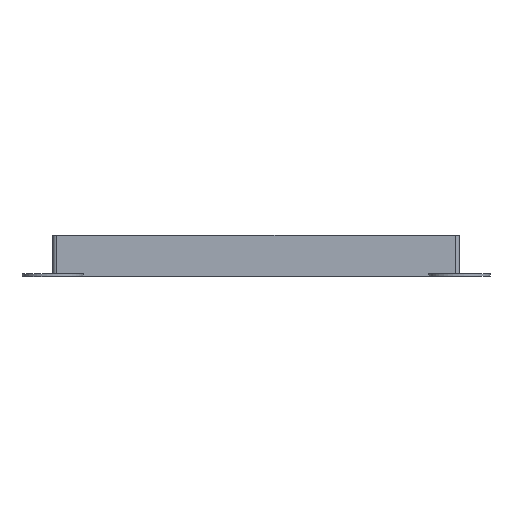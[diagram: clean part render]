
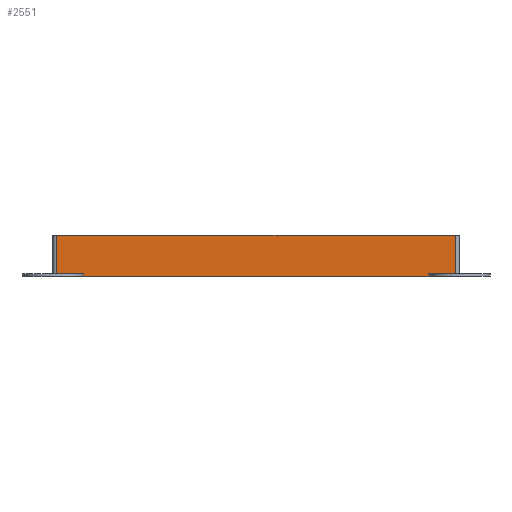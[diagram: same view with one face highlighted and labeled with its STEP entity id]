
A CAD part, top view. The second image highlights one B-rep face of the part: STEP entity #2551.
In plain terms, the highlighted planar face has unit normal (0, 0, 1).
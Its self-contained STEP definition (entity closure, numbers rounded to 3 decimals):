
#55=PLANE('',#2688);
#163=FACE_OUTER_BOUND('',#284,.T.);
#284=EDGE_LOOP('',(#1790,#1791,#1792,#1793,#1794,#1795,#1796,#1797));
#444=LINE('',#3497,#786);
#446=LINE('',#3503,#788);
#447=LINE('',#3505,#789);
#448=LINE('',#3507,#790);
#449=LINE('',#3509,#791);
#450=LINE('',#3511,#792);
#451=LINE('',#3513,#793);
#452=LINE('',#3514,#794);
#786=VECTOR('',#2845,10.);
#788=VECTOR('',#2851,10.);
#789=VECTOR('',#2852,10.);
#790=VECTOR('',#2853,10.);
#791=VECTOR('',#2854,10.);
#792=VECTOR('',#2855,10.);
#793=VECTOR('',#2856,10.);
#794=VECTOR('',#2857,10.);
#1162=VERTEX_POINT('',#3494);
#1163=VERTEX_POINT('',#3496);
#1165=VERTEX_POINT('',#3502);
#1166=VERTEX_POINT('',#3504);
#1167=VERTEX_POINT('',#3506);
#1168=VERTEX_POINT('',#3508);
#1169=VERTEX_POINT('',#3510);
#1170=VERTEX_POINT('',#3512);
#1412=EDGE_CURVE('',#1162,#1163,#444,.T.);
#1415=EDGE_CURVE('',#1165,#1162,#446,.F.);
#1416=EDGE_CURVE('',#1166,#1165,#447,.T.);
#1417=EDGE_CURVE('',#1166,#1167,#448,.T.);
#1418=EDGE_CURVE('',#1167,#1168,#449,.T.);
#1419=EDGE_CURVE('',#1169,#1168,#450,.T.);
#1420=EDGE_CURVE('',#1169,#1170,#451,.T.);
#1421=EDGE_CURVE('',#1170,#1163,#452,.T.);
#1790=ORIENTED_EDGE('',*,*,#1412,.F.);
#1791=ORIENTED_EDGE('',*,*,#1415,.F.);
#1792=ORIENTED_EDGE('',*,*,#1416,.F.);
#1793=ORIENTED_EDGE('',*,*,#1417,.T.);
#1794=ORIENTED_EDGE('',*,*,#1418,.T.);
#1795=ORIENTED_EDGE('',*,*,#1419,.F.);
#1796=ORIENTED_EDGE('',*,*,#1420,.T.);
#1797=ORIENTED_EDGE('',*,*,#1421,.T.);
#2551=ADVANCED_FACE('',(#163),#55,.T.);
#2688=AXIS2_PLACEMENT_3D('',#3501,#2849,#2850);
#2845=DIRECTION('',(0.,-1.,0.));
#2849=DIRECTION('center_axis',(0.,0.,1.));
#2850=DIRECTION('ref_axis',(1.,0.,0.));
#2851=DIRECTION('',(-1.,0.,0.));
#2852=DIRECTION('',(0.,1.,0.));
#2853=DIRECTION('',(1.,0.,0.));
#2854=DIRECTION('',(0.,-1.,0.));
#2855=DIRECTION('',(-1.,0.,0.));
#2856=DIRECTION('',(0.,1.,0.));
#2857=DIRECTION('',(1.,0.,0.));
#3494=CARTESIAN_POINT('',(155.096,11.431,59.));
#3496=CARTESIAN_POINT('',(155.096,2.031,59.));
#3497=CARTESIAN_POINT('',(155.096,6.431,59.));
#3501=CARTESIAN_POINT('Origin',(55.431,6.431,59.));
#3502=CARTESIAN_POINT('',(57.431,11.431,59.));
#3503=CARTESIAN_POINT('',(80.856,11.431,59.));
#3504=CARTESIAN_POINT('',(57.431,2.031,59.));
#3505=CARTESIAN_POINT('',(57.431,6.431,59.));
#3506=CARTESIAN_POINT('',(63.931,2.031,59.));
#3507=CARTESIAN_POINT('',(55.931,2.031,59.));
#3508=CARTESIAN_POINT('',(63.931,1.431,59.));
#3509=CARTESIAN_POINT('',(63.931,1.431,59.));
#3510=CARTESIAN_POINT('',(148.622,1.431,59.));
#3511=CARTESIAN_POINT('',(80.856,1.431,59.));
#3512=CARTESIAN_POINT('',(148.622,2.031,59.));
#3513=CARTESIAN_POINT('',(148.622,1.431,59.));
#3514=CARTESIAN_POINT('',(105.777,2.031,59.));
